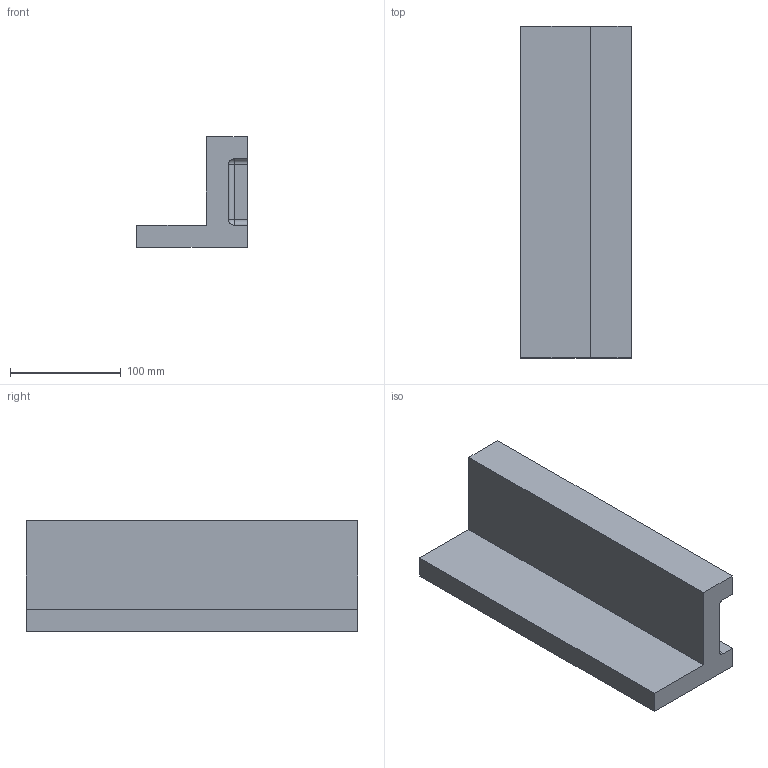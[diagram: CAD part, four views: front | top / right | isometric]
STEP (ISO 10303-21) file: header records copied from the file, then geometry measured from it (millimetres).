
FILE_DESCRIPTION( ( 'Unknown' ), '1' );
FILE_NAME( 'BC09-100100-300.stp', 'Unknown', ( 'Unknown' ), ( 'Unknown' ), 'XStep 1.0', 'Unknown', ' ' );
FILE_SCHEMA( ( 'CONFIG_CONTROL_DESIGN' ) );
Length unit declared in the file: millimetre
Products named in the file (1): 1
Bounding box: 100 x 300 x 100 mm (x, y, z)
Volume: 1211291.4 mm3; surface area: 139388.6 mm2
Topology: 1 solids, 1 shells, 47 faces, 116 edges, 64 vertices
Faces by surface type: plane 21, cylinder 18, sphere 8
Entity records: 1350 total; most frequent: DIRECTION 240, CARTESIAN_POINT 220, ORIENTED_EDGE 216, EDGE_CURVE 108, AXIS2_PLACEMENT_3D 84, LINE 72, VECTOR 72, VERTEX_POINT 64
